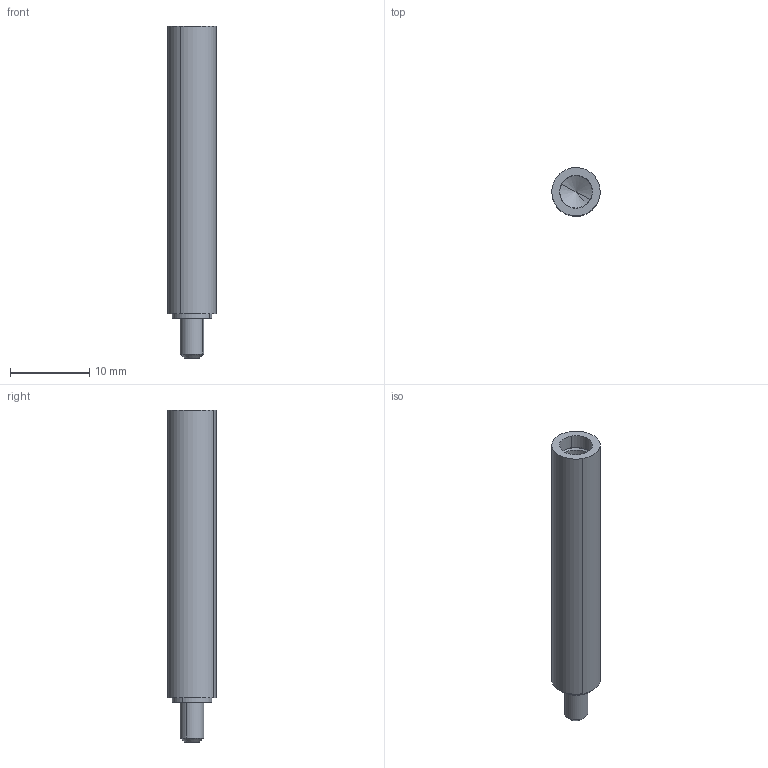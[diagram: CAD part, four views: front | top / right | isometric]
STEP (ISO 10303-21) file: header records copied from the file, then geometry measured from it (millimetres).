
FILE_DESCRIPTION(('CATIA V5R24 STEP','CAx-IF Rec.Pracs.--- Model Styling and Organization---1.2---2011-12-15'),'2;1');
FILE_NAME ('D1457485_0', '2016-12-22T10:23:25+00:00', ('Weidmueller Interface'), ('Weidmueller'), 'CATIA Version 5-6 Release 2014 SP4 HF52', 'CATIA V5 STEP AP214', 'none');
FILE_SCHEMA(('AUTOMOTIVE_DESIGN { 1 0 10303 214 1 1 1 1 }'));
Length unit declared in the file: millimetre
Products named in the file (1): v5-standard_part
Bounding box: 6.1 x 6.1 x 41.8 mm (x, y, z)
Volume: 942.1 mm3; surface area: 2057.4 mm2
Topology: 2 solids, 2 shells, 32 faces, 64 edges, 39 vertices
Faces by surface type: cylinder 16, cone 8, plane 8
Entity records: 779 total; most frequent: CARTESIAN_POINT 125, ORIENTED_EDGE 124, DIRECTION 108, AXIS2_PLACEMENT_3D 62, EDGE_CURVE 62, EDGE_LOOP 39, VERTEX_POINT 39, CIRCLE 38
